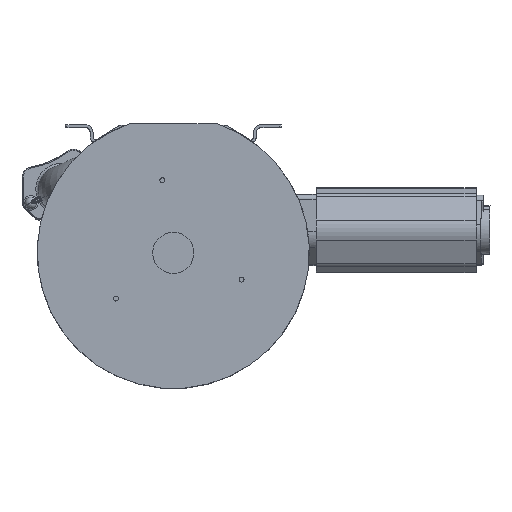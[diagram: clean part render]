
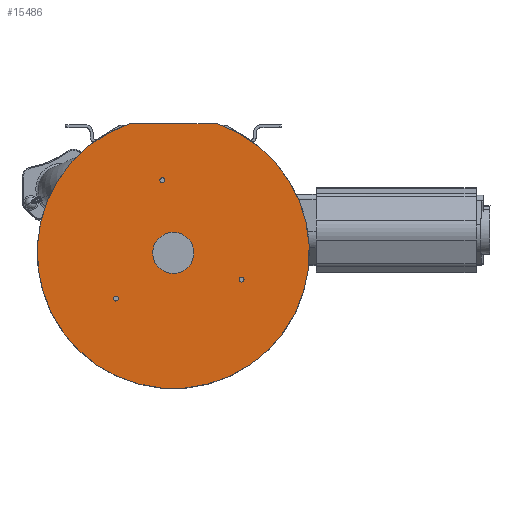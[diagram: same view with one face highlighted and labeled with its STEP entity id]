
A CAD part, top view. The second image highlights one B-rep face of the part: STEP entity #15486.
In plain terms, the highlighted planar face has unit normal (0, 0, 1).
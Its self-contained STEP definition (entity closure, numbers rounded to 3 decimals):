
#4813=CARTESIAN_POINT('',(0.,0.421,185.69));
#4814=DIRECTION('',(0.,0.,1.));
#4815=DIRECTION('',(-0.323,0.947,0.));
#4816=AXIS2_PLACEMENT_3D('',#4813,#4814,#4815);
#4818=DIRECTION('',(-1.,0.,0.));
#4819=VECTOR('',#4818,119.705);
#4820=CARTESIAN_POINT('',(59.853,176.,185.69));
#4821=LINE('',#4820,#4819);
#4822=CARTESIAN_POINT('',(0.,0.,185.69));
#4823=DIRECTION('',(0.,0.,1.));
#4824=DIRECTION('',(1.,0.,0.));
#4825=AXIS2_PLACEMENT_3D('',#4822,#4823,#4824);
#4827=CARTESIAN_POINT('',(0.,0.,185.69));
#4828=DIRECTION('',(0.,0.,1.));
#4829=DIRECTION('',(-1.,0.,0.));
#4830=AXIS2_PLACEMENT_3D('',#4827,#4828,#4829);
#4832=CARTESIAN_POINT('',(-14.904,98.883,185.69));
#4833=DIRECTION('',(0.,0.,1.));
#4834=DIRECTION('',(1.,0.,0.));
#4835=AXIS2_PLACEMENT_3D('',#4832,#4833,#4834);
#4837=CARTESIAN_POINT('',(-14.904,98.883,185.69));
#4838=DIRECTION('',(0.,0.,1.));
#4839=DIRECTION('',(-1.,0.,0.));
#4840=AXIS2_PLACEMENT_3D('',#4837,#4838,#4839);
#4842=CARTESIAN_POINT('',(93.087,-36.534,185.69));
#4843=DIRECTION('',(0.,0.,1.));
#4844=DIRECTION('',(1.,0.,0.));
#4845=AXIS2_PLACEMENT_3D('',#4842,#4843,#4844);
#4847=CARTESIAN_POINT('',(93.087,-36.534,185.69));
#4848=DIRECTION('',(0.,0.,1.));
#4849=DIRECTION('',(-1.,0.,0.));
#4850=AXIS2_PLACEMENT_3D('',#4847,#4848,#4849);
#4852=CARTESIAN_POINT('',(-78.183,-62.349,185.69));
#4853=DIRECTION('',(0.,0.,1.));
#4854=DIRECTION('',(1.,0.,0.));
#4855=AXIS2_PLACEMENT_3D('',#4852,#4853,#4854);
#4857=CARTESIAN_POINT('',(-78.183,-62.349,185.69));
#4858=DIRECTION('',(0.,0.,1.));
#4859=DIRECTION('',(-1.,0.,0.));
#4860=AXIS2_PLACEMENT_3D('',#4857,#4858,#4859);
#6495=CARTESIAN_POINT('',(-59.853,176.,185.69));
#6496=CARTESIAN_POINT('',(59.853,176.,185.69));
#6497=VERTEX_POINT('',#6495);
#6498=VERTEX_POINT('',#6496);
#6507=CARTESIAN_POINT('',(28.026,0.,185.69));
#6508=CARTESIAN_POINT('',(-28.026,0.,185.69));
#6509=VERTEX_POINT('',#6507);
#6510=VERTEX_POINT('',#6508);
#7607=CARTESIAN_POINT('',(-11.504,98.883,185.69));
#7608=CARTESIAN_POINT('',(-18.304,98.883,185.69));
#7609=VERTEX_POINT('',#7607);
#7610=VERTEX_POINT('',#7608);
#7611=CARTESIAN_POINT('',(96.487,-36.534,185.69));
#7612=CARTESIAN_POINT('',(89.687,-36.534,185.69));
#7613=VERTEX_POINT('',#7611);
#7614=VERTEX_POINT('',#7612);
#7615=CARTESIAN_POINT('',(-74.783,-62.349,185.69));
#7616=CARTESIAN_POINT('',(-81.583,-62.349,185.69));
#7617=VERTEX_POINT('',#7615);
#7618=VERTEX_POINT('',#7616);
#15453=CARTESIAN_POINT('',(0.,0.,185.69));
#15454=DIRECTION('',(0.,0.,1.));
#15455=DIRECTION('',(0.623,-0.782,0.));
#15456=AXIS2_PLACEMENT_3D('',#15453,#15454,#15455);
#15457=PLANE('',#15456);
#15458=ORIENTED_EDGE('',*,*,#13309,.F.);
#15459=ORIENTED_EDGE('',*,*,#15445,.F.);
#15460=EDGE_LOOP('',(#15458,#15459));
#15461=FACE_OUTER_BOUND('',#15460,.F.);
#15463=ORIENTED_EDGE('',*,*,#15462,.T.);
#15465=ORIENTED_EDGE('',*,*,#15464,.T.);
#15466=EDGE_LOOP('',(#15463,#15465));
#15467=FACE_BOUND('',#15466,.F.);
#15469=ORIENTED_EDGE('',*,*,#15468,.T.);
#15471=ORIENTED_EDGE('',*,*,#15470,.T.);
#15472=EDGE_LOOP('',(#15469,#15471));
#15473=FACE_BOUND('',#15472,.F.);
#15475=ORIENTED_EDGE('',*,*,#15474,.T.);
#15477=ORIENTED_EDGE('',*,*,#15476,.T.);
#15478=EDGE_LOOP('',(#15475,#15477));
#15479=FACE_BOUND('',#15478,.F.);
#15481=ORIENTED_EDGE('',*,*,#15480,.T.);
#15483=ORIENTED_EDGE('',*,*,#15482,.T.);
#15484=EDGE_LOOP('',(#15481,#15483));
#15485=FACE_BOUND('',#15484,.F.);
#15486=ADVANCED_FACE('',(#15461,#15467,#15473,#15479,#15485),#15457,.T.);
#4817=CIRCLE('',#4816,185.5);
#4826=CIRCLE('',#4825,28.026);
#4831=CIRCLE('',#4830,28.026);
#4836=CIRCLE('',#4835,3.4);
#4841=CIRCLE('',#4840,3.4);
#4846=CIRCLE('',#4845,3.4);
#4851=CIRCLE('',#4850,3.4);
#4856=CIRCLE('',#4855,3.4);
#4861=CIRCLE('',#4860,3.4);
#13309=EDGE_CURVE('',#6497,#6498,#4817,.T.);
#15445=EDGE_CURVE('',#6498,#6497,#4821,.T.);
#15462=EDGE_CURVE('',#6509,#6510,#4826,.T.);
#15464=EDGE_CURVE('',#6510,#6509,#4831,.T.);
#15468=EDGE_CURVE('',#7609,#7610,#4836,.T.);
#15470=EDGE_CURVE('',#7610,#7609,#4841,.T.);
#15474=EDGE_CURVE('',#7613,#7614,#4846,.T.);
#15476=EDGE_CURVE('',#7614,#7613,#4851,.T.);
#15480=EDGE_CURVE('',#7617,#7618,#4856,.T.);
#15482=EDGE_CURVE('',#7618,#7617,#4861,.T.);
